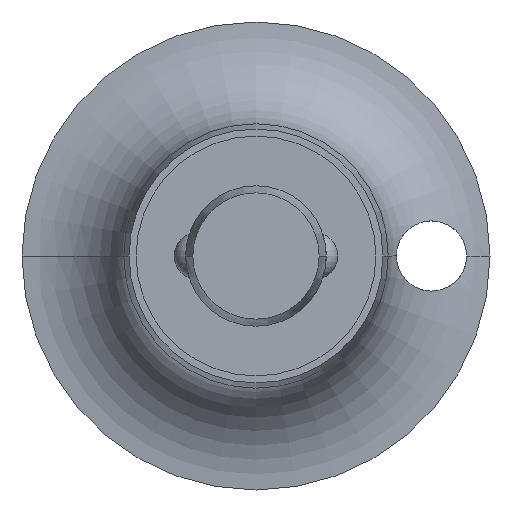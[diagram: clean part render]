
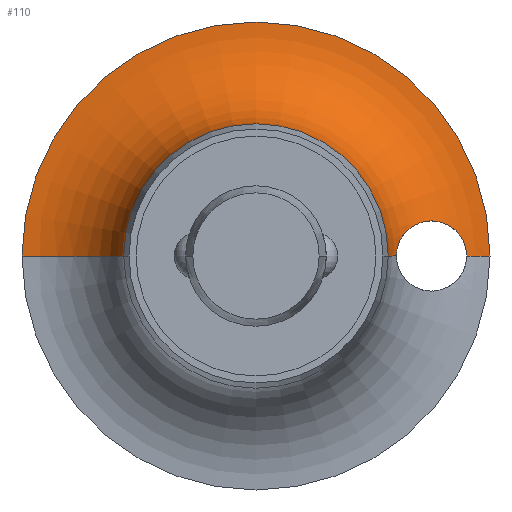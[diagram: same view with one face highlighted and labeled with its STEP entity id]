
A CAD part, front view. The second image highlights one B-rep face of the part: STEP entity #110.
In plain terms, the highlighted toroidal (fillet/blend) face has major radius 10 mm and minor radius 4.35 mm.
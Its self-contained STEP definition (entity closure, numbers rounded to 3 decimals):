
#110=ADVANCED_FACE('',(#219),#220,.F.);
#219=FACE_OUTER_BOUND('',#323,.T.);
#220=TOROIDAL_SURFACE('',#324,10.0,4.35);
#323=EDGE_LOOP('',(#571,#572,#573,#574,#575,#576));
#324=AXIS2_PLACEMENT_3D('',#577,#578,#579);
#571=ORIENTED_EDGE('',*,*,#618,.T.);
#572=ORIENTED_EDGE('',*,*,#691,.T.);
#573=ORIENTED_EDGE('',*,*,#621,.T.);
#574=ORIENTED_EDGE('',*,*,#705,.F.);
#575=ORIENTED_EDGE('',*,*,#620,.T.);
#576=ORIENTED_EDGE('',*,*,#703,.T.);
#577=CARTESIAN_POINT('',(0.0,10.25,0.));
#578=DIRECTION('',(-0.0,1.0,0.));
#579=DIRECTION('',(1.0,0.0,0.0));
#618=EDGE_CURVE('',#729,#730,#731,.T.);
#620=EDGE_CURVE('',#724,#732,#734,.T.);
#621=EDGE_CURVE('',#735,#722,#736,.T.);
#691=EDGE_CURVE('',#730,#735,#839,.T.);
#703=EDGE_CURVE('',#732,#729,#851,.T.);
#705=EDGE_CURVE('',#724,#722,#853,.T.);
#722=VERTEX_POINT('',#893);
#724=VERTEX_POINT('',#896);
#729=VERTEX_POINT('',#902);
#730=VERTEX_POINT('',#903);
#731=CIRCLE('',#904,4.35);
#732=VERTEX_POINT('',#905);
#734=CIRCLE('',#907,4.35);
#735=VERTEX_POINT('',#908);
#736=CIRCLE('',#909,4.35);
#839=B_SPLINE_CURVE_WITH_KNOTS('',3,(#1178,#1179,#1180,#1181,#1182,#1183,#1184,#1185,#1186,#1187,#1188,#1189,#1190,#1191,#1192,#1193,#1194,#1195,#1196,#1197,#1198,#1199),.UNSPECIFIED.,.F.,.F.,(4,2,2,2,2,2,2,2,2,2,4),(-5.643,-5.275,-4.822,-3.906,-3.217,-2.715,-2.25,-1.715,-1.145,-0.576,-0.0),.UNSPECIFIED.);
#851=CIRCLE('',#1211,5.65);
#853=CIRCLE('',#1213,10.0);
#893=CARTESIAN_POINT('',(10.0,14.6,0.));
#896=CARTESIAN_POINT('',(-10.0,14.6,0.));
#902=CARTESIAN_POINT('',(5.65,10.25,0.));
#903=CARTESIAN_POINT('',(6.0,11.96,0.));
#904=AXIS2_PLACEMENT_3D('',#1234,#1235,#1236);
#905=CARTESIAN_POINT('',(-5.65,10.25,0.));
#907=AXIS2_PLACEMENT_3D('',#1240,#1241,#1242);
#908=CARTESIAN_POINT('',(9.0,14.483,0.));
#909=AXIS2_PLACEMENT_3D('',#1243,#1244,#1245);
#1178=CARTESIAN_POINT('',(6.0,11.96,0.));
#1179=CARTESIAN_POINT('',(6.,11.96,0.07));
#1180=CARTESIAN_POINT('',(6.005,11.974,0.137));
#1181=CARTESIAN_POINT('',(6.024,12.028,0.279));
#1182=CARTESIAN_POINT('',(6.042,12.078,0.365));
#1183=CARTESIAN_POINT('',(6.134,12.312,0.652));
#1184=CARTESIAN_POINT('',(6.24,12.551,0.846));
#1185=CARTESIAN_POINT('',(6.514,12.99,1.144));
#1186=CARTESIAN_POINT('',(6.657,13.179,1.254));
#1187=CARTESIAN_POINT('',(6.941,13.48,1.398));
#1188=CARTESIAN_POINT('',(7.073,13.6,1.445));
#1189=CARTESIAN_POINT('',(7.346,13.812,1.498));
#1190=CARTESIAN_POINT('',(7.485,13.904,1.507));
#1191=CARTESIAN_POINT('',(7.792,14.081,1.481));
#1192=CARTESIAN_POINT('',(7.959,14.16,1.439));
#1193=CARTESIAN_POINT('',(8.289,14.294,1.29));
#1194=CARTESIAN_POINT('',(8.445,14.345,1.18));
#1195=CARTESIAN_POINT('',(8.712,14.421,0.904));
#1196=CARTESIAN_POINT('',(8.818,14.445,0.742));
#1197=CARTESIAN_POINT('',(8.963,14.477,0.384));
#1198=CARTESIAN_POINT('',(9.0,14.483,0.192));
#1199=CARTESIAN_POINT('',(9.0,14.483,0.));
#1211=AXIS2_PLACEMENT_3D('',#1352,#1353,#1354);
#1213=AXIS2_PLACEMENT_3D('',#1355,#1356,#1357);
#1234=CARTESIAN_POINT('',(10.0,10.25,0.));
#1235=DIRECTION('',(0.,0.,-1.0));
#1236=DIRECTION('',(1.0,0.,0.));
#1240=CARTESIAN_POINT('',(-10.0,10.25,0.));
#1241=DIRECTION('',(0.,0.,-1.0));
#1242=DIRECTION('',(-1.0,0.,0.));
#1243=CARTESIAN_POINT('',(10.0,10.25,0.));
#1244=DIRECTION('',(0.,0.,-1.0));
#1245=DIRECTION('',(1.0,0.,0.));
#1352=CARTESIAN_POINT('',(0.,10.25,0.));
#1353=DIRECTION('',(-0.0,1.0,0.));
#1354=DIRECTION('',(1.0,0.0,0.0));
#1355=CARTESIAN_POINT('',(0.,14.6,0.));
#1356=DIRECTION('',(-0.0,1.0,0.));
#1357=DIRECTION('',(1.0,0.0,0.0));
